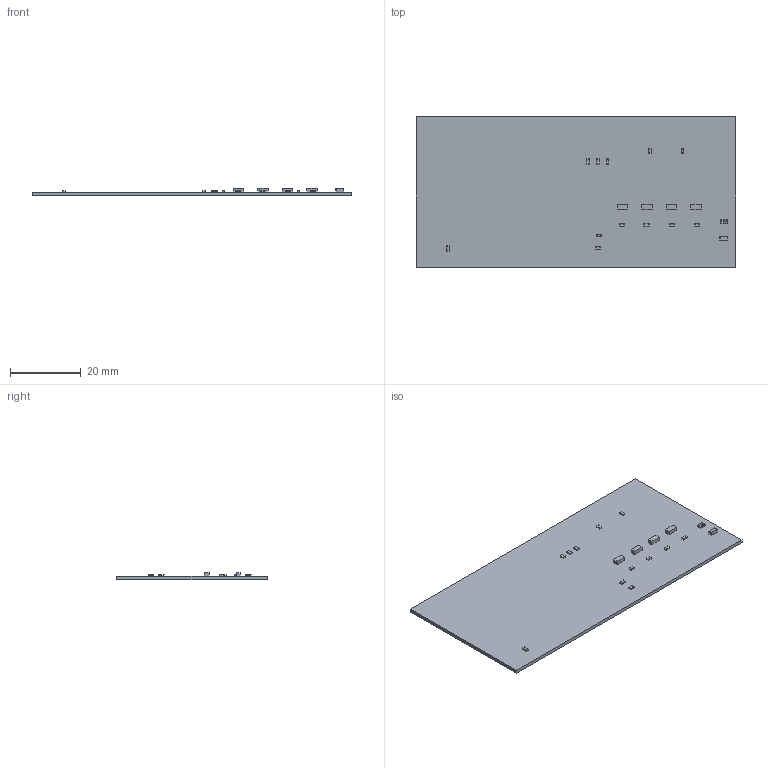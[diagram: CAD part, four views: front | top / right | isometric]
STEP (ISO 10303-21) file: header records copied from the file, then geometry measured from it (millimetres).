
FILE_DESCRIPTION(('Open CASCADE Model'),'2;1');
FILE_NAME('Open CASCADE Shape Model','2018-02-06T14:51:35',('Author'),( 'Open CASCADE'),'Open CASCADE STEP processor 6.2','Open CASCADE 6.2' ,'Unknown');
FILE_SCHEMA(('AUTOMOTIVE_DESIGN { 1 0 10303 214 1 1 1 1 }'));
Length unit declared in the file: millimetre
Products named in the file (30): PCB; Board; D1; 553262320; R1; 518423440; R2; R3; R4; 798849520; R5; 518423664; R6; R7; R8; R9; R10; R11; R14; 518468208; Extruded; 518468080; R15; Q1; 518467440; Q2; Q3; Q4
Assembly tree (42 placements, depth 4):
  PCB
    Board
    D1
      553262320
    R1
      518423440
    R2
      518423440
    R3
      518423440
    R4
      798849520
    R5
      518423664
    R6
      518423664
    R7
      518423664
    R8
      518423664
    R9
      518423664
    R10
      518423440
    R11
      518423440
    R14
      518468208  x2
        Extruded
      518468080
        Extruded
    R15
      518423440
    Q1
      518467440
        Extruded
    Q2
      518467440
        Extruded
    Q3
      518467440
        Extruded
    Q4
      518467440
        Extruded
Bounding box: 90 x 42.3 x 2.11 mm (x, y, z)
Volume: 3858.8 mm3; surface area: 8029.2 mm2
Topology: 21 solids, 21 shells, 450 faces, 1113 edges, 706 vertices
Faces by surface type: plane 450
Entity records: 10275 total; most frequent: CARTESIAN_POINT 1584, DIRECTION 1541, LINE 1143, VECTOR 1143, ORIENTED_EDGE 762, PCURVE 762, DEFINITIONAL_REPRESENTATION 762, EDGE_CURVE 381
